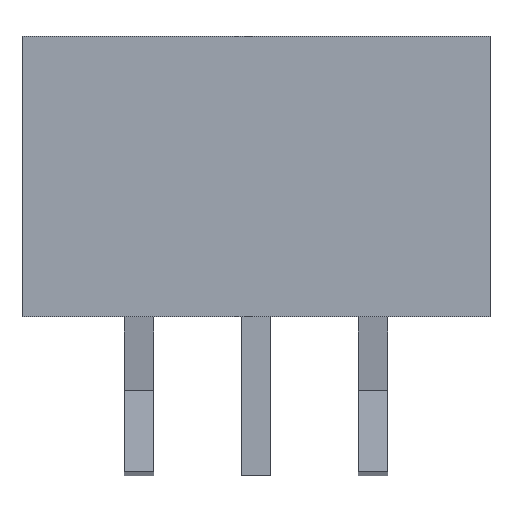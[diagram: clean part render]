
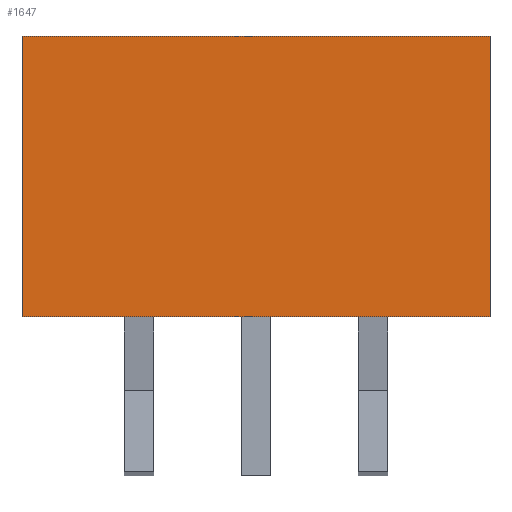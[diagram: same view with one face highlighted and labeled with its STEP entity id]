
A CAD part, front view. The second image highlights one B-rep face of the part: STEP entity #1647.
In plain terms, the highlighted planar face has unit normal (0, -1, 0).
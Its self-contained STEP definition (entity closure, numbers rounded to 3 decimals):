
#34=DIRECTION('',(0.,0.,-1.));
#35=VECTOR('',#34,6.);
#36=CARTESIAN_POINT('',(-5.,0.,0.));
#37=LINE('',#36,#35);
#170=DIRECTION('',(0.,0.,-1.));
#171=VECTOR('',#170,6.);
#172=CARTESIAN_POINT('',(5.,0.,0.));
#173=LINE('',#172,#171);
#466=DIRECTION('',(1.,0.,0.));
#467=VECTOR('',#466,10.);
#468=CARTESIAN_POINT('',(-5.,0.,0.));
#469=LINE('',#468,#467);
#470=DIRECTION('',(1.,0.,0.));
#471=VECTOR('',#470,10.);
#472=CARTESIAN_POINT('',(-5.,0.,-6.));
#473=LINE('',#472,#471);
#814=CARTESIAN_POINT('',(-5.,0.,-6.));
#816=VERTEX_POINT('',#814);
#818=CARTESIAN_POINT('',(-5.,0.,0.));
#819=VERTEX_POINT('',#818);
#820=CARTESIAN_POINT('',(5.,0.,-6.));
#822=VERTEX_POINT('',#820);
#824=CARTESIAN_POINT('',(5.,0.,0.));
#825=VERTEX_POINT('',#824);
#1635=CARTESIAN_POINT('',(-5.,0.,0.));
#1636=DIRECTION('',(0.,-1.,0.));
#1637=DIRECTION('',(0.,0.,-1.));
#1638=AXIS2_PLACEMENT_3D('',#1635,#1636,#1637);
#1639=PLANE('',#1638);
#1640=ORIENTED_EDGE('',*,*,#1107,.F.);
#1641=ORIENTED_EDGE('',*,*,#1628,.T.);
#1642=ORIENTED_EDGE('',*,*,#1248,.T.);
#1644=ORIENTED_EDGE('',*,*,#1643,.F.);
#1645=EDGE_LOOP('',(#1640,#1641,#1642,#1644));
#1646=FACE_OUTER_BOUND('',#1645,.F.);
#1107=EDGE_CURVE('',#819,#816,#37,.T.);
#1248=EDGE_CURVE('',#825,#822,#173,.T.);
#1628=EDGE_CURVE('',#819,#825,#469,.T.);
#1643=EDGE_CURVE('',#816,#822,#473,.T.);
#1647=ADVANCED_FACE('',(#1646),#1639,.T.);
